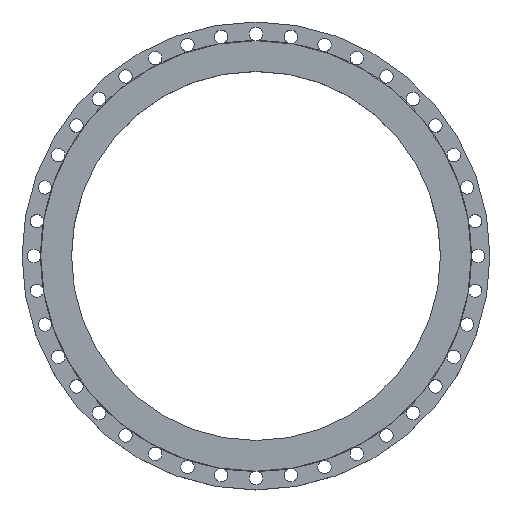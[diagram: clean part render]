
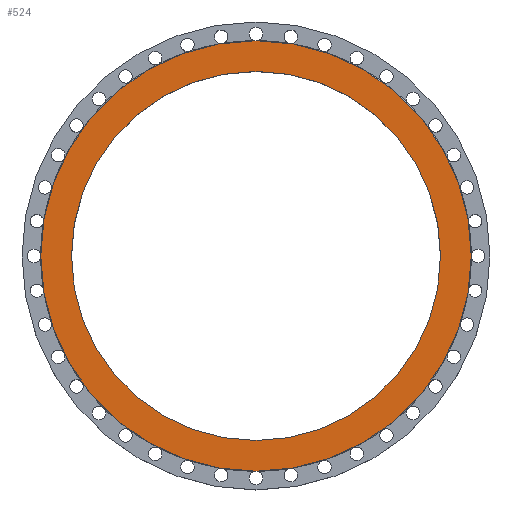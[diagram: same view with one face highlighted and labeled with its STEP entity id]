
A CAD part, top view. The second image highlights one B-rep face of the part: STEP entity #524.
In plain terms, the highlighted planar face has unit normal (0, 0, 1).
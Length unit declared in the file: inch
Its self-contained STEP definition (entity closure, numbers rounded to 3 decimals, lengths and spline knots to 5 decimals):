
#137 = CARTESIAN_POINT ( 'NONE',  ( 0., 0., 0. ) ) ;
#203 = FACE_BOUND ( 'NONE', #2414, .T. ) ;
#257 = CIRCLE ( 'NONE', #3915, 20.125 ) ;
#297 = VERTEX_POINT ( 'NONE', #2091 ) ;
#376 = DIRECTION ( 'NONE',  ( 0., 0., 1. ) ) ;
#470 = CIRCLE ( 'NONE', #3992, 17.25 ) ;
#524 = ADVANCED_FACE ( 'NONE', ( #203, #2749 ), #1479, .F. ) ;
#681 = ORIENTED_EDGE ( 'NONE', *, *, #1057, .F. ) ;
#720 = VERTEX_POINT ( 'NONE', #2743 ) ;
#841 = EDGE_LOOP ( 'NONE', ( #902, #1493 ) ) ;
#902 = ORIENTED_EDGE ( 'NONE', *, *, #1784, .T. ) ;
#954 = EDGE_CURVE ( 'NONE', #720, #4022, #257, .T. ) ;
#992 = DIRECTION ( 'NONE',  ( 1., 0., 0. ) ) ;
#1046 = ORIENTED_EDGE ( 'NONE', *, *, #2856, .F. ) ;
#1057 = EDGE_CURVE ( 'NONE', #297, #2545, #1526, .T. ) ;
#1141 = CARTESIAN_POINT ( 'NONE',  ( -17.25, 0., 0. ) ) ;
#1289 = CARTESIAN_POINT ( 'NONE',  ( 0., 0., 0. ) ) ;
#1304 = CARTESIAN_POINT ( 'NONE',  ( 0., 0., 0. ) ) ;
#1324 = DIRECTION ( 'NONE',  ( 1., 0., 0. ) ) ;
#1410 = DIRECTION ( 'NONE',  ( 0., 0., 1. ) ) ;
#1479 = PLANE ( 'NONE',  #3198 ) ;
#1493 = ORIENTED_EDGE ( 'NONE', *, *, #954, .T. ) ;
#1514 = DIRECTION ( 'NONE',  ( -1., 0., 0. ) ) ;
#1526 = CIRCLE ( 'NONE', #2727, 17.25 ) ;
#1606 = AXIS2_PLACEMENT_3D ( 'NONE', #1304, #376, #1918 ) ;
#1784 = EDGE_CURVE ( 'NONE', #4022, #720, #3649, .T. ) ;
#1865 = DIRECTION ( 'NONE',  ( 0., 0., 1. ) ) ;
#1918 = DIRECTION ( 'NONE',  ( 1., 0., 0. ) ) ;
#2091 = CARTESIAN_POINT ( 'NONE',  ( 17.25, 0., 0. ) ) ;
#2414 = EDGE_LOOP ( 'NONE', ( #681, #1046 ) ) ;
#2501 = DIRECTION ( 'NONE',  ( 1., 0., 0. ) ) ;
#2545 = VERTEX_POINT ( 'NONE', #1141 ) ;
#2727 = AXIS2_PLACEMENT_3D ( 'NONE', #137, #1410, #1324 ) ;
#2743 = CARTESIAN_POINT ( 'NONE',  ( -20.125, 0., 0. ) ) ;
#2749 = FACE_OUTER_BOUND ( 'NONE', #841, .T. ) ;
#2846 = CARTESIAN_POINT ( 'NONE',  ( 20.125, 0., 0. ) ) ;
#2856 = EDGE_CURVE ( 'NONE', #2545, #297, #470, .T. ) ;
#3198 = AXIS2_PLACEMENT_3D ( 'NONE', #4082, #3697, #1514 ) ;
#3649 = CIRCLE ( 'NONE', #1606, 20.125 ) ;
#3697 = DIRECTION ( 'NONE',  ( 0., 0., -1. ) ) ;
#3915 = AXIS2_PLACEMENT_3D ( 'NONE', #1289, #4093, #992 ) ;
#3992 = AXIS2_PLACEMENT_3D ( 'NONE', #4112, #1865, #2501 ) ;
#4022 = VERTEX_POINT ( 'NONE', #2846 ) ;
#4082 = CARTESIAN_POINT ( 'NONE',  ( 0., 17.25, 0. ) ) ;
#4093 = DIRECTION ( 'NONE',  ( 0., 0., 1. ) ) ;
#4112 = CARTESIAN_POINT ( 'NONE',  ( 0., 0., 0. ) ) ;
